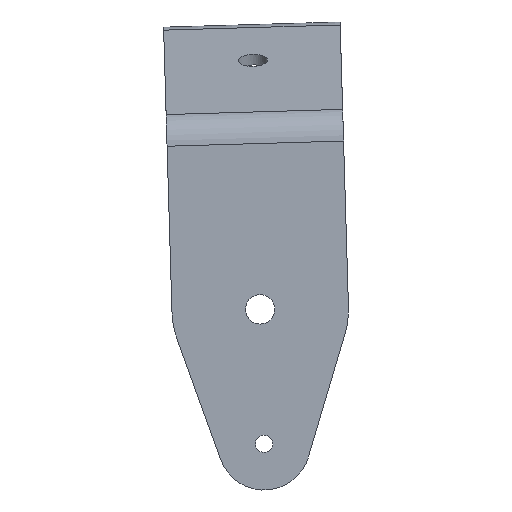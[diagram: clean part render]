
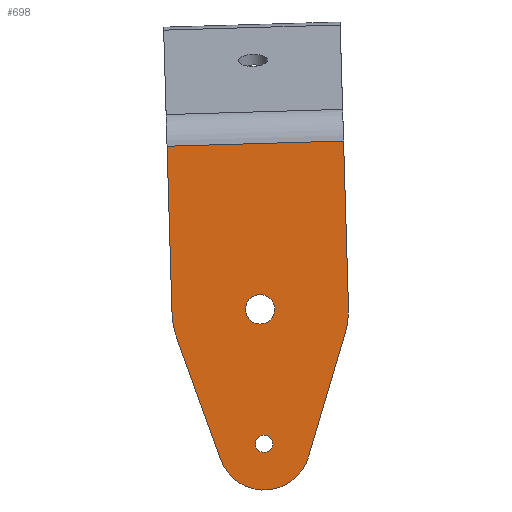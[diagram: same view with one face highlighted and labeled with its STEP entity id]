
A CAD part, left-side view. The second image highlights one B-rep face of the part: STEP entity #698.
In plain terms, the highlighted planar face has unit normal (-1, 0, 0).
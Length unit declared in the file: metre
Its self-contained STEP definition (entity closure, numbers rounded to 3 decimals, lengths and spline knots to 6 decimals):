
#32=PLANE('',#785);
#64=CIRCLE('',#769,0.012123);
#67=CIRCLE('',#773,0.00635);
#69=CIRCLE('',#777,0.012123);
#70=CIRCLE('',#780,0.001191);
#72=CIRCLE('',#783,0.002019);
#218=ORIENTED_EDGE('',*,*,#352,.T.);
#219=ORIENTED_EDGE('',*,*,#343,.F.);
#220=ORIENTED_EDGE('',*,*,#351,.F.);
#221=ORIENTED_EDGE('',*,*,#338,.F.);
#222=ORIENTED_EDGE('',*,*,#301,.F.);
#223=ORIENTED_EDGE('',*,*,#356,.F.);
#224=ORIENTED_EDGE('',*,*,#334,.T.);
#225=ORIENTED_EDGE('',*,*,#349,.F.);
#226=ORIENTED_EDGE('',*,*,#346,.T.);
#227=ORIENTED_EDGE('',*,*,#354,.T.);
#301=EDGE_CURVE('',#390,#391,#451,.T.);
#334=EDGE_CURVE('',#415,#414,#472,.T.);
#338=EDGE_CURVE('',#391,#418,#64,.T.);
#343=EDGE_CURVE('',#422,#423,#67,.T.);
#346=EDGE_CURVE('',#425,#423,#478,.T.);
#349=EDGE_CURVE('',#425,#414,#69,.T.);
#351=EDGE_CURVE('',#418,#422,#481,.T.);
#352=EDGE_CURVE('',#426,#426,#70,.T.);
#354=EDGE_CURVE('',#428,#428,#72,.T.);
#356=EDGE_CURVE('',#415,#390,#482,.T.);
#390=VERTEX_POINT('',#1077);
#391=VERTEX_POINT('',#1079);
#414=VERTEX_POINT('',#1143);
#415=VERTEX_POINT('',#1145);
#418=VERTEX_POINT('',#1153);
#422=VERTEX_POINT('',#1162);
#423=VERTEX_POINT('',#1164);
#425=VERTEX_POINT('',#1170);
#426=VERTEX_POINT('',#1180);
#428=VERTEX_POINT('',#1185);
#451=LINE('',#1078,#507);
#472=LINE('',#1144,#528);
#478=LINE('',#1169,#534);
#481=LINE('',#1177,#537);
#482=LINE('',#1189,#538);
#507=VECTOR('',#866,1.);
#528=VECTOR('',#929,1.);
#534=VECTOR('',#953,1.);
#537=VECTOR('',#964,1.);
#538=VECTOR('',#979,1.);
#580=EDGE_LOOP('',(#218));
#581=EDGE_LOOP('',(#219,#220,#221,#222,#223,#224,#225,#226));
#582=EDGE_LOOP('',(#227));
#634=FACE_BOUND('',#580,.T.);
#635=FACE_BOUND('',#581,.T.);
#636=FACE_BOUND('',#582,.T.);
#698=ADVANCED_FACE('',(#634,#635,#636),#32,.T.);
#769=AXIS2_PLACEMENT_3D('',#1152,#937,#938);
#773=AXIS2_PLACEMENT_3D('',#1163,#947,#948);
#777=AXIS2_PLACEMENT_3D('',#1174,#959,#960);
#780=AXIS2_PLACEMENT_3D('',#1179,#967,#968);
#783=AXIS2_PLACEMENT_3D('',#1184,#973,#974);
#785=AXIS2_PLACEMENT_3D('',#1188,#977,#978);
#866=DIRECTION('',(0.,-0.029,-1.));
#929=DIRECTION('',(0.,-0.029,-1.));
#937=DIRECTION('',(1.,0.,0.));
#938=DIRECTION('',(0.,1.,0.));
#947=DIRECTION('',(1.,0.,0.));
#948=DIRECTION('',(0.,1.,0.));
#953=DIRECTION('',(0.,-0.34,-0.94));
#959=DIRECTION('',(1.,0.,0.));
#960=DIRECTION('',(0.,1.,0.));
#964=DIRECTION('',(0.,0.284,-0.959));
#967=DIRECTION('',(1.,0.,0.));
#968=DIRECTION('',(0.,1.,0.));
#973=DIRECTION('',(1.,0.,0.));
#974=DIRECTION('',(0.,1.,0.));
#977=DIRECTION('',(-1.,0.,0.));
#978=DIRECTION('',(0.,1.,0.));
#979=DIRECTION('',(0.,-1.,0.029));
#1077=CARTESIAN_POINT('',(-0.03608,0.008876,0.176761));
#1078=CARTESIAN_POINT('',(-0.03608,0.00848,0.163251));
#1079=CARTESIAN_POINT('',(-0.03608,0.008208,0.154011));
#1143=CARTESIAN_POINT('',(-0.03608,0.032443,0.1533));
#1144=CARTESIAN_POINT('',(-0.03608,0.032715,0.16254));
#1145=CARTESIAN_POINT('',(-0.03608,0.033111,0.176049));
#1152=CARTESIAN_POINT('',(-0.03608,0.020326,0.153655));
#1153=CARTESIAN_POINT('',(-0.03608,0.008704,0.150206));
#1162=CARTESIAN_POINT('',(-0.03608,0.013696,0.133384));
#1163=CARTESIAN_POINT('',(-0.03608,0.019784,0.135191));
#1164=CARTESIAN_POINT('',(-0.03608,0.025755,0.13303));
#1169=CARTESIAN_POINT('',(-0.03608,0.02874,0.14128));
#1170=CARTESIAN_POINT('',(-0.03608,0.031725,0.149531));
#1174=CARTESIAN_POINT('',(-0.03608,0.020326,0.153655));
#1177=CARTESIAN_POINT('',(-0.03608,0.0112,0.141795));
#1179=CARTESIAN_POINT('',(-0.03608,0.019784,0.135191));
#1180=CARTESIAN_POINT('',(-0.03608,0.020975,0.135191));
#1184=CARTESIAN_POINT('',(-0.03608,0.020326,0.153655));
#1185=CARTESIAN_POINT('',(-0.03608,0.022345,0.153655));
#1188=CARTESIAN_POINT('',(-0.03608,0.0968,0.065095));
#1189=CARTESIAN_POINT('',(-0.03608,0.020994,0.176405));
